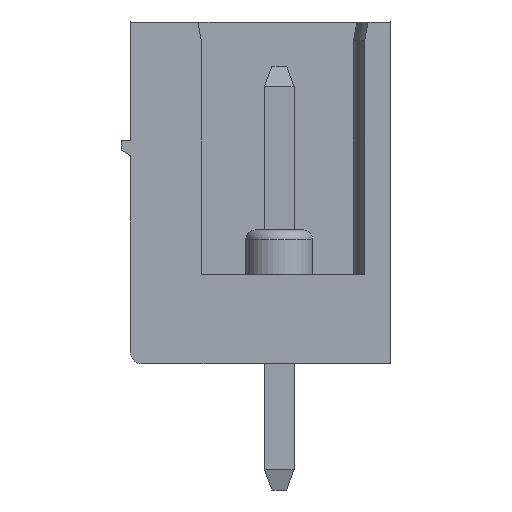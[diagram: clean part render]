
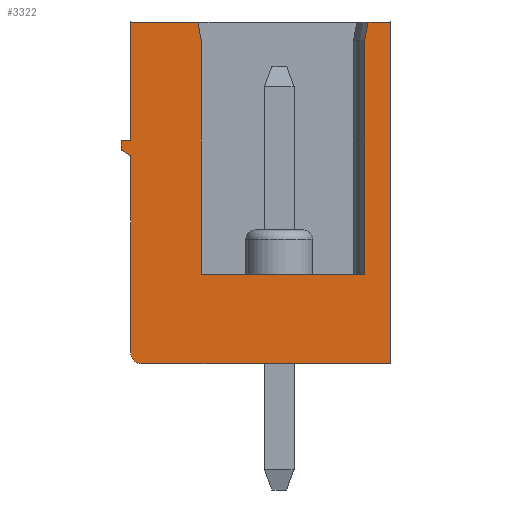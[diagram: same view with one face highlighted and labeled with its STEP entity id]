
A CAD part, left-side view. The second image highlights one B-rep face of the part: STEP entity #3322.
In plain terms, the highlighted planar face has unit normal (-1, 0, 0).
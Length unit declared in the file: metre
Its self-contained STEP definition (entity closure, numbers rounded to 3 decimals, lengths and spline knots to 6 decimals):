
#3322=ADVANCED_FACE('',(#6979),#6980,.F.);
#6979=FACE_OUTER_BOUND('',#10907,.T.);
#6980=PLANE('',#10908);
#10907=EDGE_LOOP('',(#21040,#21041,#21042,#21043,#21044,#21045,#21046,#21047,#21048,#21049,#21050,#21051,#21052,#21053,#21054));
#10908=AXIS2_PLACEMENT_3D('',#21055,#21056,#21057);
#21040=ORIENTED_EDGE('',*,*,#23362,.T.);
#21041=ORIENTED_EDGE('',*,*,#23936,.F.);
#21042=ORIENTED_EDGE('',*,*,#23764,.F.);
#21043=ORIENTED_EDGE('',*,*,#23408,.F.);
#21044=ORIENTED_EDGE('',*,*,#26975,.T.);
#21045=ORIENTED_EDGE('',*,*,#27041,.T.);
#21046=ORIENTED_EDGE('',*,*,#27052,.F.);
#21047=ORIENTED_EDGE('',*,*,#26926,.T.);
#21048=ORIENTED_EDGE('',*,*,#27011,.F.);
#21049=ORIENTED_EDGE('',*,*,#23394,.F.);
#21050=ORIENTED_EDGE('',*,*,#23350,.F.);
#21051=ORIENTED_EDGE('',*,*,#23342,.F.);
#21052=ORIENTED_EDGE('',*,*,#23346,.F.);
#21053=ORIENTED_EDGE('',*,*,#23354,.F.);
#21054=ORIENTED_EDGE('',*,*,#23358,.F.);
#21055=CARTESIAN_POINT('',(-1.086627,0.01086,0.000933));
#21056=DIRECTION('',(1.0,0.0,0.0));
#21057=DIRECTION('',(0.0,1.0,-0.0));
#23342=EDGE_CURVE('',#27878,#27874,#27880,.T.);
#23346=EDGE_CURVE('',#27884,#27878,#27886,.T.);
#23350=EDGE_CURVE('',#27874,#27889,#27892,.T.);
#23354=EDGE_CURVE('',#27896,#27884,#27898,.T.);
#23358=EDGE_CURVE('',#27902,#27896,#27904,.T.);
#23362=EDGE_CURVE('',#27902,#27908,#27910,.F.);
#23394=EDGE_CURVE('',#27889,#27972,#27973,.T.);
#23408=EDGE_CURVE('',#27998,#27941,#28000,.T.);
#23764=EDGE_CURVE('',#27941,#28710,#28711,.T.);
#23936=EDGE_CURVE('',#28710,#27908,#29014,.T.);
#26926=EDGE_CURVE('',#33180,#33181,#33182,.T.);
#26975=EDGE_CURVE('',#27998,#33253,#33254,.T.);
#27011=EDGE_CURVE('',#27972,#33181,#33300,.T.);
#27041=EDGE_CURVE('',#33253,#33333,#33334,.T.);
#27052=EDGE_CURVE('',#33180,#33333,#33345,.T.);
#27874=VERTEX_POINT('',#34485);
#27878=VERTEX_POINT('',#34491);
#27880=LINE('',#34494,#34495);
#27884=VERTEX_POINT('',#34500);
#27886=LINE('',#34503,#34504);
#27889=VERTEX_POINT('',#34507);
#27892=LINE('',#34512,#34513);
#27896=VERTEX_POINT('',#34518);
#27898=LINE('',#34521,#34522);
#27902=VERTEX_POINT('',#34527);
#27904=LINE('',#34530,#34531);
#27908=VERTEX_POINT('',#34535);
#27910=CIRCLE('',#34538,0.0003);
#27941=VERTEX_POINT('',#34582);
#27972=VERTEX_POINT('',#34628);
#27973=LINE('',#34629,#34630);
#27998=VERTEX_POINT('',#34666);
#28000=LINE('',#34669,#34670);
#28710=VERTEX_POINT('',#35705);
#28711=LINE('',#35706,#35707);
#29014=LINE('',#36174,#36175);
#33180=VERTEX_POINT('',#42348);
#33181=VERTEX_POINT('',#42349);
#33182=LINE('',#42350,#42351);
#33253=VERTEX_POINT('',#42456);
#33254=LINE('',#42457,#42458);
#33300=LINE('',#42525,#42526);
#33333=VERTEX_POINT('',#42574);
#33334=LINE('',#42575,#42576);
#33345=LINE('',#42590,#42591);
#34485=CARTESIAN_POINT('',(-1.086627,0.01086,-0.002267));
#34491=CARTESIAN_POINT('',(-1.086627,0.01111,-0.002267));
#34494=CARTESIAN_POINT('',(-1.086627,0.01086,-0.002267));
#34495=VECTOR('',#44277,1.0);
#34500=CARTESIAN_POINT('',(-1.086627,0.01111,-0.002517));
#34503=CARTESIAN_POINT('',(-1.086627,0.01111,-0.002267));
#34504=VECTOR('',#44280,1.0);
#34507=CARTESIAN_POINT('',(-1.086627,0.01086,0.000933));
#34512=CARTESIAN_POINT('',(-1.086627,0.01086,0.000933));
#34513=VECTOR('',#44283,1.0);
#34518=CARTESIAN_POINT('',(-1.086627,0.01086,-0.002667));
#34521=CARTESIAN_POINT('',(-1.086627,0.01111,-0.002517));
#34522=VECTOR('',#44286,1.0);
#34527=CARTESIAN_POINT('',(-1.086627,0.01086,-0.007967));
#34530=CARTESIAN_POINT('',(-1.086627,0.01086,-0.002667));
#34531=VECTOR('',#44289,1.0);
#34535=CARTESIAN_POINT('',(-1.086627,0.01056,-0.008267));
#34538=AXIS2_PLACEMENT_3D('',#44294,#44295,#44296);
#34582=CARTESIAN_POINT('',(-1.086627,0.00386,0.000933));
#34628=CARTESIAN_POINT('',(-1.086627,0.009048,0.000933));
#34629=CARTESIAN_POINT('',(-1.086627,0.00386,0.000933));
#34630=VECTOR('',#44331,1.0);
#34666=CARTESIAN_POINT('',(-1.086627,0.004471,0.000933));
#34669=CARTESIAN_POINT('',(-1.086627,0.00386,0.000933));
#34670=VECTOR('',#44347,1.0);
#35705=CARTESIAN_POINT('',(-1.086627,0.00386,-0.008267));
#35706=CARTESIAN_POINT('',(-1.086627,0.00386,-0.008267));
#35707=VECTOR('',#44760,1.0);
#36174=CARTESIAN_POINT('',(-1.086627,0.01056,-0.008267));
#36175=VECTOR('',#44943,1.0);
#42348=CARTESIAN_POINT('',(-1.086627,0.00896,-0.005867));
#42349=CARTESIAN_POINT('',(-1.086627,0.00896,0.000433));
#42350=CARTESIAN_POINT('',(-1.086627,0.00896,-0.005567));
#42351=VECTOR('',#47119,1.0);
#42456=CARTESIAN_POINT('',(-1.086627,0.00456,0.000433));
#42457=CARTESIAN_POINT('',(-1.086627,0.005565,-0.005267));
#42458=VECTOR('',#47157,1.0);
#42525=CARTESIAN_POINT('',(-1.086627,0.009048,0.000933));
#42526=VECTOR('',#47185,1.0);
#42574=CARTESIAN_POINT('',(-1.086627,0.00456,-0.005867));
#42575=CARTESIAN_POINT('',(-1.086627,0.00456,-0.005567));
#42576=VECTOR('',#47204,1.0);
#42590=CARTESIAN_POINT('',(-1.086627,0.00386,-0.005867));
#42591=VECTOR('',#47208,1.0);
#44277=DIRECTION('',(0.0,-1.0,0.));
#44280=DIRECTION('',(0.0,0.,1.0));
#44283=DIRECTION('',(0.0,0.,1.0));
#44286=DIRECTION('',(0.0,0.857,0.514));
#44289=DIRECTION('',(0.0,0.,1.0));
#44294=CARTESIAN_POINT('',(-1.086627,0.01056,-0.007967));
#44295=DIRECTION('',(1.0,0.0,0.0));
#44296=DIRECTION('',(0.0,0.0,-1.0));
#44331=DIRECTION('',(0.0,-1.0,0.));
#44347=DIRECTION('',(0.0,-1.0,0.));
#44760=DIRECTION('',(0.0,0.,-1.0));
#44943=DIRECTION('',(0.0,1.0,0.));
#47119=DIRECTION('',(0.0,0.,1.0));
#47157=DIRECTION('',(0.0,0.174,-0.985));
#47185=DIRECTION('',(0.0,-0.174,-0.985));
#47204=DIRECTION('',(0.0,0.,-1.0));
#47208=DIRECTION('',(0.0,-1.0,0.));
